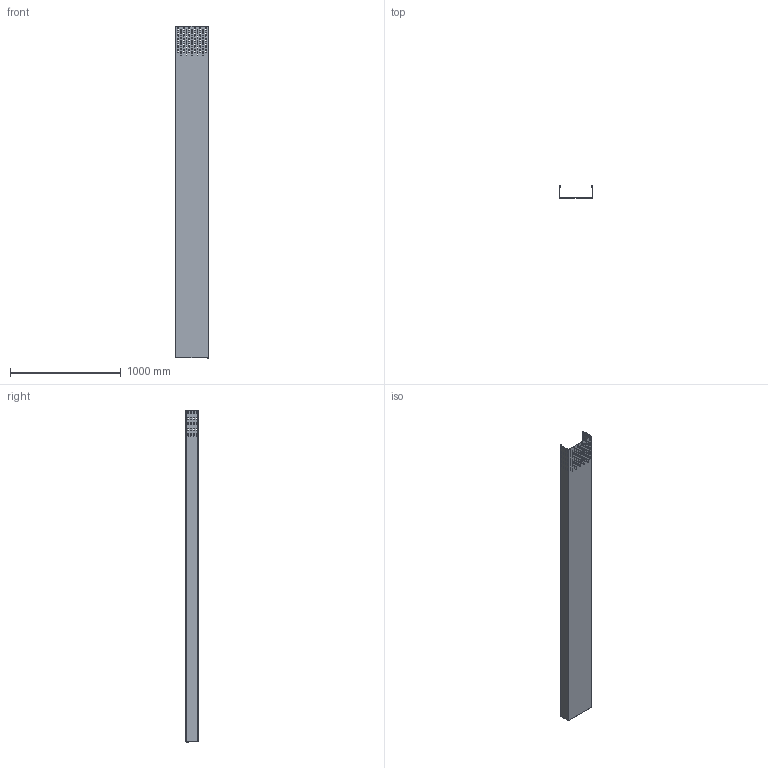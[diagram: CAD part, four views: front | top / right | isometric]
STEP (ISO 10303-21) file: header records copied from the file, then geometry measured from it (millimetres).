
FILE_DESCRIPTION (( 'STEP AP214' ), '1' );
FILE_NAME ('6060641.STEP', '2025-08-19T07:52:19', ( '' ), ( '' ), 'SwSTEP 2.0', 'SolidWorks 2024', '' );
FILE_SCHEMA (( 'AUTOMOTIVE_DESIGN' ));
Length unit declared in the file: millimetre
Products named in the file (1): 6060641
Bounding box: 300 x 110 x 3000 mm (x, y, z)
Volume: 1617601.1 mm3; surface area: 3253321.5 mm2
Topology: 1 solids, 1 shells, 475 faces, 1395 edges, 922 vertices
Faces by surface type: cylinder 255, plane 220
Entity records: 16330 total; most frequent: DIRECTION 2857, CARTESIAN_POINT 2793, ORIENTED_EDGE 2790, EDGE_CURVE 1395, AXIS2_PLACEMENT_3D 986, VERTEX_POINT 922, LINE 885, VECTOR 885
